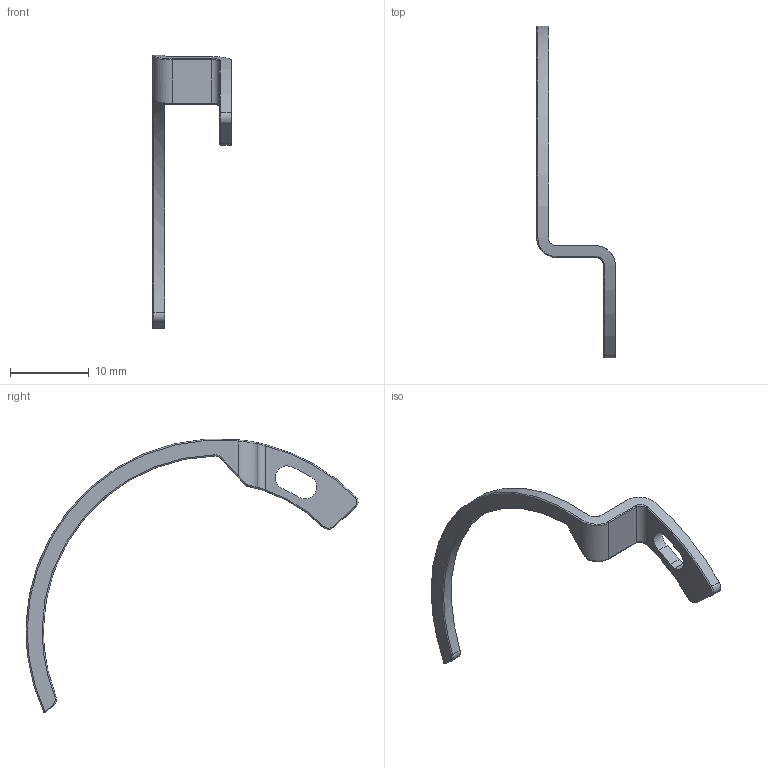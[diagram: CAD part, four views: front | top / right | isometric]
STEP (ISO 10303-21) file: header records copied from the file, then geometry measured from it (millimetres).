
FILE_DESCRIPTION (( 'STEP AP214' ), '1' );
FILE_NAME ('Carriage - Zeroing Cranck Cam Counter.STEP', '2025-07-06T08:34:47', ( '' ), ( '' ), 'SwSTEP 2.0', 'SolidWorks 2025', '' );
FILE_SCHEMA (( 'AUTOMOTIVE_DESIGN' ));
Length unit declared in the file: millimetre
Products named in the file (1): Carriage - Zeroing Cranck Cam Counter
Bounding box: 10 x 42.28 x 34.87 mm (x, y, z)
Volume: 337.8 mm3; surface area: 692 mm2
Topology: 1 solids, 1 shells, 52 faces, 129 edges, 79 vertices
Faces by surface type: cylinder 26, torus 10, plane 9, bspline 6, sphere 1
Entity records: 1818 total; most frequent: CARTESIAN_POINT 551, DIRECTION 273, ORIENTED_EDGE 258, EDGE_CURVE 129, AXIS2_PLACEMENT_3D 115, VERTEX_POINT 79, CIRCLE 68, EDGE_LOOP 54
